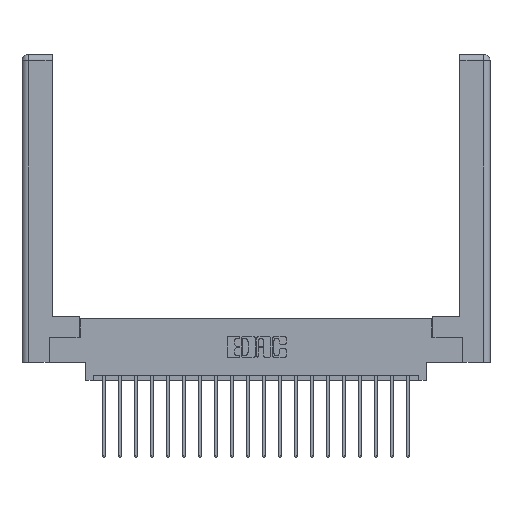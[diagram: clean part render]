
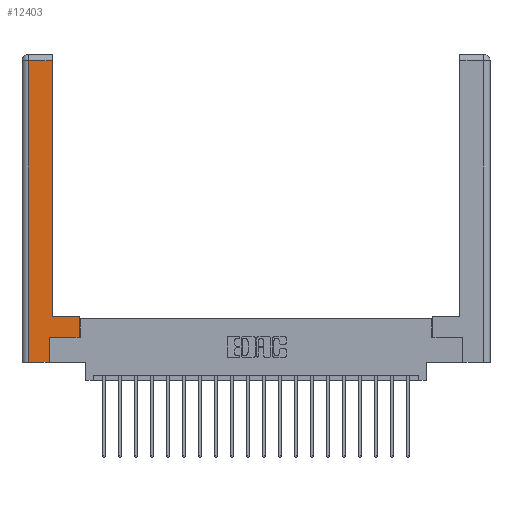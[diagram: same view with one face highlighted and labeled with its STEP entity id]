
A CAD part, top view. The second image highlights one B-rep face of the part: STEP entity #12403.
In plain terms, the highlighted planar face has unit normal (0, 0, 1).
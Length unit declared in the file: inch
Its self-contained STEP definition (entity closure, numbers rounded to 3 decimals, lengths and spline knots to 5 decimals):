
#242 = AXIS2_PLACEMENT_3D ( 'NONE', #13829, #4049, #9040 ) ;
#282 = EDGE_CURVE ( 'NONE', #21143, #9112, #13948, .T. ) ;
#430 = ORIENTED_EDGE ( 'NONE', *, *, #16683, .T. ) ;
#502 = ORIENTED_EDGE ( 'NONE', *, *, #4524, .T. ) ;
#533 = EDGE_CURVE ( 'NONE', #3859, #1335, #5093, .T. ) ;
#576 = CARTESIAN_POINT ( 'NONE',  ( 0.295, 3., 0. ) ) ;
#867 = ORIENTED_EDGE ( 'NONE', *, *, #7857, .T. ) ;
#933 = VECTOR ( 'NONE', #2203, 39.37008 ) ;
#941 = VECTOR ( 'NONE', #17283, 39.37008 ) ;
#1302 = EDGE_CURVE ( 'NONE', #20562, #3859, #19940, .T. ) ;
#1335 = VERTEX_POINT ( 'NONE', #17334 ) ;
#1622 = DIRECTION ( 'NONE',  ( -1., 0., 0. ) ) ;
#2203 = DIRECTION ( 'NONE',  ( 0., -1., 0. ) ) ;
#2429 = CARTESIAN_POINT ( 'NONE',  ( 0.565, 0.45, 0. ) ) ;
#2526 = CARTESIAN_POINT ( 'NONE',  ( 0.565, 0.245, 0. ) ) ;
#2535 = CARTESIAN_POINT ( 'NONE',  ( 0.0615, 2.94, 0. ) ) ;
#2782 = EDGE_CURVE ( 'NONE', #5204, #20562, #11671, .T. ) ;
#2805 = VERTEX_POINT ( 'NONE', #18893 ) ;
#3859 = VERTEX_POINT ( 'NONE', #14141 ) ;
#4049 = DIRECTION ( 'NONE',  ( 0., 0., -1. ) ) ;
#4469 = VECTOR ( 'NONE', #17810, 39.37008 ) ;
#4524 = EDGE_CURVE ( 'NONE', #9112, #16294, #15975, .T. ) ;
#4692 = CARTESIAN_POINT ( 'NONE',  ( 0.565, 0.45, 0. ) ) ;
#4702 = CARTESIAN_POINT ( 'NONE',  ( 0.295, 2.94, 0. ) ) ;
#4821 = ORIENTED_EDGE ( 'NONE', *, *, #13199, .T. ) ;
#5093 = LINE ( 'NONE', #15669, #15067 ) ;
#5204 = VERTEX_POINT ( 'NONE', #4702 ) ;
#5577 = VECTOR ( 'NONE', #6802, 39.37008 ) ;
#6802 = DIRECTION ( 'NONE',  ( 0., 1., 0. ) ) ;
#6942 = ORIENTED_EDGE ( 'NONE', *, *, #282, .T. ) ;
#7857 = EDGE_CURVE ( 'NONE', #2805, #21143, #14985, .T. ) ;
#8962 = EDGE_LOOP ( 'NONE', ( #430, #14475, #18235, #12624, #4821, #867, #6942, #502 ) ) ;
#9040 = DIRECTION ( 'NONE',  ( -1., 0., 0. ) ) ;
#9112 = VERTEX_POINT ( 'NONE', #4692 ) ;
#10413 = PLANE ( 'NONE',  #242 ) ;
#11153 = VECTOR ( 'NONE', #15526, 39.37008 ) ;
#11671 = LINE ( 'NONE', #2535, #11153 ) ;
#11987 = DIRECTION ( 'NONE',  ( 0., 1., 0. ) ) ;
#12235 = CARTESIAN_POINT ( 'NONE',  ( 0.0615, 2.94, 0. ) ) ;
#12403 = ADVANCED_FACE ( 'NONE', ( #17922 ), #10413, .F. ) ;
#12624 = ORIENTED_EDGE ( 'NONE', *, *, #533, .T. ) ;
#12648 = VECTOR ( 'NONE', #1622, 39.37008 ) ;
#12895 = CARTESIAN_POINT ( 'NONE',  ( 0.295, 0.45, 0. ) ) ;
#13104 = VECTOR ( 'NONE', #11987, 39.37008 ) ;
#13199 = EDGE_CURVE ( 'NONE', #1335, #2805, #15816, .T. ) ;
#13829 = CARTESIAN_POINT ( 'NONE',  ( 0., 0., 0. ) ) ;
#13948 = LINE ( 'NONE', #2429, #941 ) ;
#14141 = CARTESIAN_POINT ( 'NONE',  ( 0.0615, 0., 0. ) ) ;
#14475 = ORIENTED_EDGE ( 'NONE', *, *, #2782, .T. ) ;
#14985 = LINE ( 'NONE', #21032, #4469 ) ;
#15067 = VECTOR ( 'NONE', #18674, 39.37008 ) ;
#15526 = DIRECTION ( 'NONE',  ( -1., 0., 0. ) ) ;
#15669 = CARTESIAN_POINT ( 'NONE',  ( 0.265, 0., 0. ) ) ;
#15816 = LINE ( 'NONE', #16623, #5577 ) ;
#15975 = LINE ( 'NONE', #12895, #12648 ) ;
#16294 = VERTEX_POINT ( 'NONE', #18650 ) ;
#16571 = CARTESIAN_POINT ( 'NONE',  ( 0.0615, 0., 0. ) ) ;
#16623 = CARTESIAN_POINT ( 'NONE',  ( 0.265, 0.245, 0. ) ) ;
#16683 = EDGE_CURVE ( 'NONE', #16294, #5204, #17454, .T. ) ;
#17283 = DIRECTION ( 'NONE',  ( 0., 1., 0. ) ) ;
#17334 = CARTESIAN_POINT ( 'NONE',  ( 0.265, 0., 0. ) ) ;
#17454 = LINE ( 'NONE', #576, #13104 ) ;
#17810 = DIRECTION ( 'NONE',  ( 1., 0., 0. ) ) ;
#17922 = FACE_OUTER_BOUND ( 'NONE', #8962, .T. ) ;
#18235 = ORIENTED_EDGE ( 'NONE', *, *, #1302, .T. ) ;
#18650 = CARTESIAN_POINT ( 'NONE',  ( 0.295, 0.45, 0. ) ) ;
#18674 = DIRECTION ( 'NONE',  ( 1., 0., 0. ) ) ;
#18893 = CARTESIAN_POINT ( 'NONE',  ( 0.265, 0.245, 0. ) ) ;
#19940 = LINE ( 'NONE', #16571, #933 ) ;
#20562 = VERTEX_POINT ( 'NONE', #12235 ) ;
#21032 = CARTESIAN_POINT ( 'NONE',  ( 0.565, 0.245, 0. ) ) ;
#21143 = VERTEX_POINT ( 'NONE', #2526 ) ;
